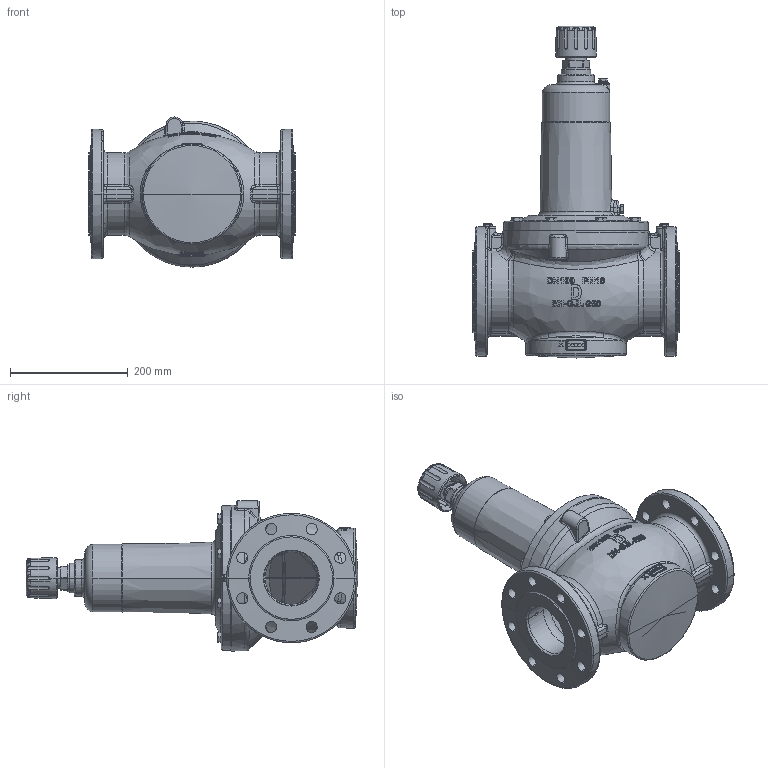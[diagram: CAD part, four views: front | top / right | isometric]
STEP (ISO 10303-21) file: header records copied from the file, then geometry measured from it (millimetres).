
FILE_DESCRIPTION((''),'2;1');
FILE_NAME('003Z0625_ASM','2015-05-06T',('u317927'),('Danfoss'),'PRO/ENGINEER BY PARAMETRIC TECHNOLOGY CORPORATION, 2014000','PRO/ENGINEER BY PARAMETRIC TECHNOLOGY CORPORATION, 2014000','');
FILE_SCHEMA(('CONFIG_CONTROL_DESIGN'));
Length unit declared in the file: millimetre
Products named in the file (17): 8907301; 8907346_ASM; 8907357_ASM; 8907387_ASM; 8907342_ASM; 8907380_ASM; 8907352; 8907395; 8907171; 8907155; 8907384_ASM; 8907156; 51818090; 5454051; 8861024; 8901380; 003Z0625_ASM
Assembly tree (27 placements, depth 4):
  003Z0625_ASM
    8907301
    8907342_ASM
      8907357_ASM
        8907346_ASM
      8907387_ASM
    8907380_ASM
    8907352
    8907384_ASM
      8907395
      8907171
      8907155
    8907156
    51818090  x8
    5454051  x3
    8861024  x3
    8901380
Bounding box: 350 x 564.03 x 255.06 mm (x, y, z)
Volume: 7594308.9 mm3; surface area: 1012754.6 mm2
Topology: 21 solids, 53 shells, 2051 faces, 5138 edges, 3226 vertices
Faces by surface type: plane 591, cylinder 547, bspline 323, cone 247, extrusion 192, torus 145, sphere 6
Entity records: 73009 total; most frequent: CARTESIAN_POINT 33079, ORIENTED_EDGE 8822, DIRECTION 7224, EDGE_CURVE 4457, AXIS2_PLACEMENT_3D 2842, VERTEX_POINT 2796, EDGE_LOOP 1971, B_SPLINE_CURVE_WITH_KNOTS 1797
